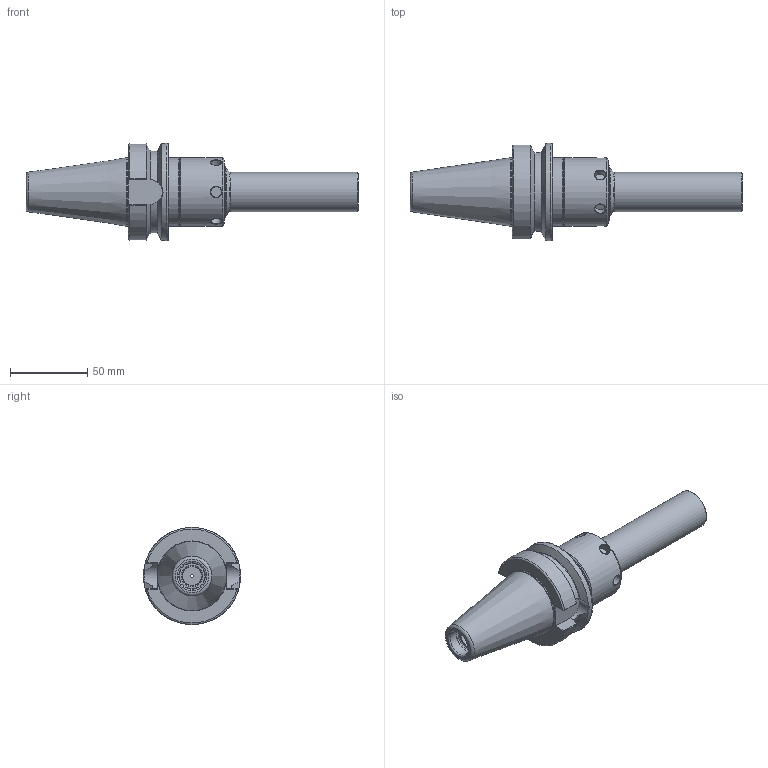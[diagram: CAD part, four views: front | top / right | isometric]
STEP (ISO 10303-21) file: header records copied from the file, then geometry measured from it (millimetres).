
FILE_DESCRIPTION(/* description */ (''),/* implementation_level */ '2;1');
FILE_NAME(/* name */ 'DBT40-VX12-150.stp',/* time_stamp */ '2019-07-12T16:32:49-05:00',/* author */ ('ldfli'),/* organization */ (''),/* preprocessor_version */ 'ST-DEVELOPER v18',/* originating_system */ 'Autodesk Inventor LT',/* authorisation */ '');
FILE_SCHEMA (('AUTOMOTIVE_DESIGN { 1 0 10303 214 3 1 1 }'));
Length unit declared in the file: millimetre
Products named in the file (1): DBT40-VX12-150
Bounding box: 215.4 x 63 x 63 mm (x, y, z)
Volume: 195043.7 mm3; surface area: 52387.2 mm2
Topology: 4 solids, 4 shells, 158 faces, 440 edges, 309 vertices
Faces by surface type: plane 56, cylinder 47, torus 22, cone 17, bspline 16
Full cylindrical faces by diameter (mm): 2 x4, 6.03 x1, 6.9 x6, 10 x1, 11.04 x1, 12 x1, 12.69 x2, 13 x1, 13.835 x1, 16 x1, 16.5 x1, 17 x1, 17.5 x2, 25.4 x1, 28.6 x1, 30 x2, 30.05 x1, 38.5 x1, 40 x1, 40.5 x1, 44.45 x3, 63 x1
Entity records: 6859 total; most frequent: CARTESIAN_POINT 2620, ORIENTED_EDGE 880, DIRECTION 871, EDGE_CURVE 440, AXIS2_PLACEMENT_3D 369, VERTEX_POINT 309, CIRCLE 226, EDGE_LOOP 191
